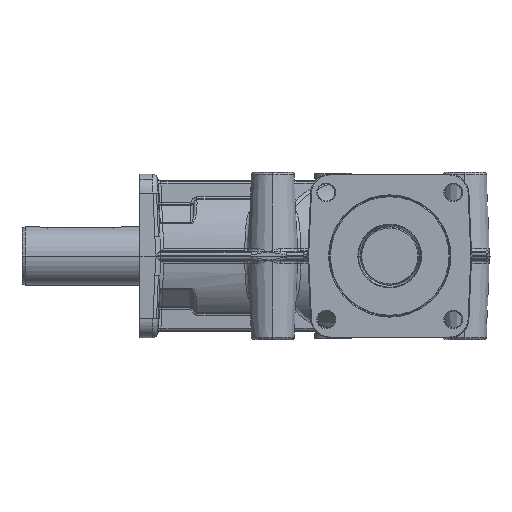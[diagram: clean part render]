
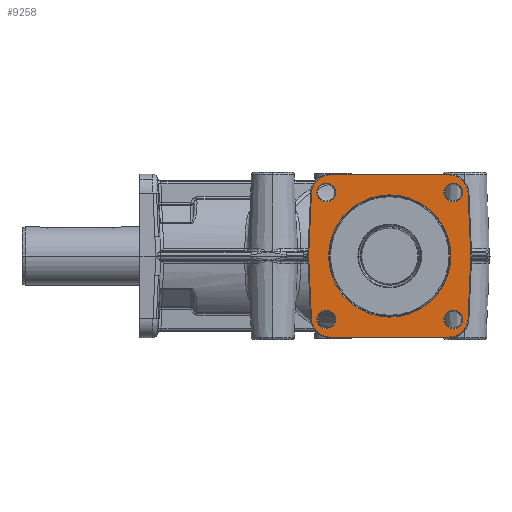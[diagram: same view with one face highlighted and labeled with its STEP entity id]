
A CAD part, left-side view. The second image highlights one B-rep face of the part: STEP entity #9258.
In plain terms, the highlighted planar face has unit normal (-1, 0, 0).
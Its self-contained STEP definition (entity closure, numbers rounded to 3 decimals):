
#9258=ADVANCED_FACE('',(#19216,#19217,#19218,#19219,#19220,#19221),#19222,.T.);
#19216=FACE_OUTER_BOUND('',#111749,.T.);
#19217=FACE_BOUND('',#111750,.T.);
#19218=FACE_BOUND('',#111751,.T.);
#19219=FACE_BOUND('',#111752,.T.);
#19220=FACE_BOUND('',#111753,.T.);
#19221=FACE_BOUND('',#111754,.T.);
#19222=PLANE('',#111755);
#111749=EDGE_LOOP('',(#150108,#150109,#150110,#150111,#150112,#150113,#150114,#150115,#150116,#150117,#150118,#150119,#150120,#150121));
#111750=EDGE_LOOP('',(#150122,#150123));
#111751=EDGE_LOOP('',(#150124,#150125));
#111752=EDGE_LOOP('',(#150126,#150127));
#111753=EDGE_LOOP('',(#150128,#150129));
#111754=EDGE_LOOP('',(#150130,#150131));
#111755=AXIS2_PLACEMENT_3D('',#150132,#150133,#150134);
#150108=ORIENTED_EDGE('',*,*,#165293,.F.);
#150109=ORIENTED_EDGE('',*,*,#165294,.F.);
#150110=ORIENTED_EDGE('',*,*,#165295,.F.);
#150111=ORIENTED_EDGE('',*,*,#156244,.F.);
#150112=ORIENTED_EDGE('',*,*,#165296,.F.);
#150113=ORIENTED_EDGE('',*,*,#165297,.F.);
#150114=ORIENTED_EDGE('',*,*,#156240,.F.);
#150115=ORIENTED_EDGE('',*,*,#165298,.F.);
#150116=ORIENTED_EDGE('',*,*,#165299,.F.);
#150117=ORIENTED_EDGE('',*,*,#165300,.F.);
#150118=ORIENTED_EDGE('',*,*,#156248,.F.);
#150119=ORIENTED_EDGE('',*,*,#165301,.F.);
#150120=ORIENTED_EDGE('',*,*,#165302,.F.);
#150121=ORIENTED_EDGE('',*,*,#156252,.F.);
#150122=ORIENTED_EDGE('',*,*,#165303,.F.);
#150123=ORIENTED_EDGE('',*,*,#156270,.F.);
#150124=ORIENTED_EDGE('',*,*,#165304,.F.);
#150125=ORIENTED_EDGE('',*,*,#156166,.F.);
#150126=ORIENTED_EDGE('',*,*,#165305,.F.);
#150127=ORIENTED_EDGE('',*,*,#156226,.F.);
#150128=ORIENTED_EDGE('',*,*,#165306,.F.);
#150129=ORIENTED_EDGE('',*,*,#156261,.F.);
#150130=ORIENTED_EDGE('',*,*,#165291,.F.);
#150131=ORIENTED_EDGE('',*,*,#156279,.F.);
#150132=CARTESIAN_POINT('',(-80.0,22.5,0.0));
#150133=DIRECTION('',(-1.0,0.0,0.0));
#150134=DIRECTION('',(0.0,0.0,1.0));
#156166=EDGE_CURVE('',#169093,#169095,#169096,.T.);
#156226=EDGE_CURVE('',#169189,#169191,#169192,.T.);
#156240=EDGE_CURVE('',#169213,#169215,#169216,.T.);
#156244=EDGE_CURVE('',#169219,#169221,#169222,.T.);
#156248=EDGE_CURVE('',#169225,#169227,#169228,.T.);
#156252=EDGE_CURVE('',#169231,#169233,#169234,.T.);
#156261=EDGE_CURVE('',#169246,#169248,#169249,.T.);
#156270=EDGE_CURVE('',#169261,#169263,#169264,.T.);
#156279=EDGE_CURVE('',#169276,#169278,#169279,.T.);
#165291=EDGE_CURVE('',#169278,#169276,#182093,.T.);
#165293=EDGE_CURVE('',#182095,#169231,#182096,.T.);
#165294=EDGE_CURVE('',#182097,#182095,#182098,.T.);
#165295=EDGE_CURVE('',#169221,#182097,#182099,.T.);
#165296=EDGE_CURVE('',#182100,#169219,#182101,.T.);
#165297=EDGE_CURVE('',#169215,#182100,#182102,.T.);
#165298=EDGE_CURVE('',#182103,#169213,#182104,.T.);
#165299=EDGE_CURVE('',#182105,#182103,#182106,.T.);
#165300=EDGE_CURVE('',#169227,#182105,#182107,.T.);
#165301=EDGE_CURVE('',#182108,#169225,#182109,.T.);
#165302=EDGE_CURVE('',#169233,#182108,#182110,.T.);
#165303=EDGE_CURVE('',#169263,#169261,#182111,.T.);
#165304=EDGE_CURVE('',#169095,#169093,#182112,.T.);
#165305=EDGE_CURVE('',#169191,#169189,#182113,.T.);
#165306=EDGE_CURVE('',#169248,#169246,#182114,.T.);
#169093=VERTEX_POINT('',#188346);
#169095=VERTEX_POINT('',#188349);
#169096=CIRCLE('',#188350,36.577);
#169189=VERTEX_POINT('',#188470);
#169191=VERTEX_POINT('',#188473);
#169192=CIRCLE('',#188474,5.65);
#169213=VERTEX_POINT('',#188500);
#169215=VERTEX_POINT('',#188503);
#169216=CIRCLE('',#188504,11.5);
#169219=VERTEX_POINT('',#188508);
#169221=VERTEX_POINT('',#188511);
#169222=CIRCLE('',#188512,11.5);
#169225=VERTEX_POINT('',#188516);
#169227=VERTEX_POINT('',#188519);
#169228=CIRCLE('',#188520,11.5);
#169231=VERTEX_POINT('',#188524);
#169233=VERTEX_POINT('',#188527);
#169234=CIRCLE('',#188528,11.5);
#169246=VERTEX_POINT('',#188543);
#169248=VERTEX_POINT('',#188546);
#169249=CIRCLE('',#188547,5.65);
#169261=VERTEX_POINT('',#188562);
#169263=VERTEX_POINT('',#188565);
#169264=CIRCLE('',#188566,5.65);
#169276=VERTEX_POINT('',#188581);
#169278=VERTEX_POINT('',#188584);
#169279=CIRCLE('',#188585,5.65);
#182093=CIRCLE('',#220861,5.65);
#182095=VERTEX_POINT('',#220863);
#182096=CIRCLE('',#220864,11.5);
#182097=VERTEX_POINT('',#220865);
#182098=LINE('',#220866,#220867);
#182099=LINE('',#220868,#220869);
#182100=VERTEX_POINT('',#220870);
#182101=CIRCLE('',#220871,11.5);
#182102=LINE('',#220872,#220873);
#182103=VERTEX_POINT('',#220874);
#182104=CIRCLE('',#220875,11.5);
#182105=VERTEX_POINT('',#220876);
#182106=LINE('',#220877,#220878);
#182107=LINE('',#220879,#220880);
#182108=VERTEX_POINT('',#220881);
#182109=CIRCLE('',#220882,11.5);
#182110=LINE('',#220883,#220884);
#182111=CIRCLE('',#220885,5.65);
#182112=CIRCLE('',#220886,36.577);
#182113=CIRCLE('',#220887,5.65);
#182114=CIRCLE('',#220888,5.65);
#188346=CARTESIAN_POINT('',(-80.0,36.577,0.));
#188349=CARTESIAN_POINT('',(-80.0,-36.577,0.));
#188350=AXIS2_PLACEMENT_3D('',#228342,#228343,#228344);
#188470=CARTESIAN_POINT('',(-80.0,-43.65,-38.0));
#188473=CARTESIAN_POINT('',(-80.0,-32.35,-38.0));
#188474=AXIS2_PLACEMENT_3D('',#228424,#228425,#228426);
#188500=CARTESIAN_POINT('',(-80.0,-43.326,-45.307));
#188503=CARTESIAN_POINT('',(-80.0,-35.373,-48.5));
#188504=AXIS2_PLACEMENT_3D('',#228445,#228446,#228447);
#188508=CARTESIAN_POINT('',(-80.0,43.326,-45.307));
#188511=CARTESIAN_POINT('',(-80.0,46.862,-37.502));
#188512=AXIS2_PLACEMENT_3D('',#228450,#228451,#228452);
#188516=CARTESIAN_POINT('',(-80.0,-43.326,45.307));
#188519=CARTESIAN_POINT('',(-80.0,-46.862,37.502));
#188520=AXIS2_PLACEMENT_3D('',#228455,#228456,#228457);
#188524=CARTESIAN_POINT('',(-80.0,43.326,45.307));
#188527=CARTESIAN_POINT('',(-80.0,35.373,48.5));
#188528=AXIS2_PLACEMENT_3D('',#228460,#228461,#228462);
#188543=CARTESIAN_POINT('',(-80.0,32.35,38.0));
#188546=CARTESIAN_POINT('',(-80.0,43.65,38.0));
#188547=AXIS2_PLACEMENT_3D('',#228473,#228474,#228475);
#188562=CARTESIAN_POINT('',(-80.0,-43.65,38.0));
#188565=CARTESIAN_POINT('',(-80.0,-32.35,38.0));
#188566=AXIS2_PLACEMENT_3D('',#228486,#228487,#228488);
#188581=CARTESIAN_POINT('',(-80.0,32.35,-38.0));
#188584=CARTESIAN_POINT('',(-80.0,43.65,-38.0));
#188585=AXIS2_PLACEMENT_3D('',#228499,#228500,#228501);
#220861=AXIS2_PLACEMENT_3D('',#238894,#238895,#238896);
#220863=CARTESIAN_POINT('',(-80.0,46.862,37.502));
#220864=AXIS2_PLACEMENT_3D('',#238897,#238898,#238899);
#220865=CARTESIAN_POINT('',(-80.0,48.5,0.));
#220866=CARTESIAN_POINT('',(-80.0,48.5,0.));
#220867=VECTOR('',#238900,37.537);
#220868=CARTESIAN_POINT('',(-80.0,46.862,-37.502));
#220869=VECTOR('',#238901,37.537);
#220870=CARTESIAN_POINT('',(-80.0,35.373,-48.5));
#220871=AXIS2_PLACEMENT_3D('',#238902,#238903,#238904);
#220872=CARTESIAN_POINT('',(-80.0,-35.373,-48.5));
#220873=VECTOR('',#238905,70.746);
#220874=CARTESIAN_POINT('',(-80.0,-46.862,-37.502));
#220875=AXIS2_PLACEMENT_3D('',#238906,#238907,#238908);
#220876=CARTESIAN_POINT('',(-80.0,-48.5,0.));
#220877=CARTESIAN_POINT('',(-80.0,-48.5,0.));
#220878=VECTOR('',#238909,37.537);
#220879=CARTESIAN_POINT('',(-80.0,-46.862,37.502));
#220880=VECTOR('',#238910,37.537);
#220881=CARTESIAN_POINT('',(-80.0,-35.373,48.5));
#220882=AXIS2_PLACEMENT_3D('',#238911,#238912,#238913);
#220883=CARTESIAN_POINT('',(-80.0,35.373,48.5));
#220884=VECTOR('',#238914,70.746);
#220885=AXIS2_PLACEMENT_3D('',#238915,#238916,#238917);
#220886=AXIS2_PLACEMENT_3D('',#238918,#238919,#238920);
#220887=AXIS2_PLACEMENT_3D('',#238921,#238922,#238923);
#220888=AXIS2_PLACEMENT_3D('',#238924,#238925,#238926);
#228342=CARTESIAN_POINT('',(-80.0,0.0,0.0));
#228343=DIRECTION('',(-1.0,0.0,0.0));
#228344=DIRECTION('',(0.0,1.0,0.0));
#228424=CARTESIAN_POINT('',(-80.0,-38.0,-38.0));
#228425=DIRECTION('',(-1.0,0.0,0.0));
#228426=DIRECTION('',(0.0,-1.0,0.0));
#228445=CARTESIAN_POINT('',(-80.0,-35.373,-37.0));
#228446=DIRECTION('',(1.0,0.0,0.0));
#228447=DIRECTION('',(0.0,-0.692,-0.722));
#228450=CARTESIAN_POINT('',(-80.0,35.373,-37.0));
#228451=DIRECTION('',(1.0,0.0,0.0));
#228452=DIRECTION('',(0.0,0.692,-0.722));
#228455=CARTESIAN_POINT('',(-80.0,-35.373,37.0));
#228456=DIRECTION('',(1.0,0.0,0.0));
#228457=DIRECTION('',(0.0,-0.692,0.722));
#228460=CARTESIAN_POINT('',(-80.0,35.373,37.0));
#228461=DIRECTION('',(1.0,0.0,-0.0));
#228462=DIRECTION('',(0.0,0.692,0.722));
#228473=CARTESIAN_POINT('',(-80.0,38.0,38.0));
#228474=DIRECTION('',(-1.0,0.0,0.0));
#228475=DIRECTION('',(0.0,-1.0,0.0));
#228486=CARTESIAN_POINT('',(-80.0,-38.0,38.0));
#228487=DIRECTION('',(-1.0,0.0,0.0));
#228488=DIRECTION('',(0.0,-1.0,0.0));
#228499=CARTESIAN_POINT('',(-80.0,38.0,-38.0));
#228500=DIRECTION('',(-1.0,0.0,0.0));
#228501=DIRECTION('',(0.0,-1.0,0.0));
#238894=CARTESIAN_POINT('',(-80.0,38.0,-38.0));
#238895=DIRECTION('',(-1.0,0.0,0.0));
#238896=DIRECTION('',(0.0,-1.0,0.0));
#238897=CARTESIAN_POINT('',(-80.0,35.373,37.0));
#238898=DIRECTION('',(1.0,0.0,-0.0));
#238899=DIRECTION('',(0.0,0.692,0.722));
#238900=DIRECTION('',(0.0,-0.044,0.999));
#238901=DIRECTION('',(0.0,0.044,0.999));
#238902=CARTESIAN_POINT('',(-80.0,35.373,-37.0));
#238903=DIRECTION('',(1.0,0.0,0.0));
#238904=DIRECTION('',(0.0,0.692,-0.722));
#238905=DIRECTION('',(0.0,1.0,0.0));
#238906=CARTESIAN_POINT('',(-80.0,-35.373,-37.0));
#238907=DIRECTION('',(1.0,0.0,0.0));
#238908=DIRECTION('',(0.0,-0.692,-0.722));
#238909=DIRECTION('',(0.0,0.044,-0.999));
#238910=DIRECTION('',(0.0,-0.044,-0.999));
#238911=CARTESIAN_POINT('',(-80.0,-35.373,37.0));
#238912=DIRECTION('',(1.0,0.0,0.0));
#238913=DIRECTION('',(0.0,-0.692,0.722));
#238914=DIRECTION('',(0.0,-1.0,0.0));
#238915=CARTESIAN_POINT('',(-80.0,-38.0,38.0));
#238916=DIRECTION('',(-1.0,0.0,0.0));
#238917=DIRECTION('',(0.0,-1.0,0.0));
#238918=CARTESIAN_POINT('',(-80.0,0.0,0.0));
#238919=DIRECTION('',(-1.0,0.0,0.0));
#238920=DIRECTION('',(0.0,1.0,0.0));
#238921=CARTESIAN_POINT('',(-80.0,-38.0,-38.0));
#238922=DIRECTION('',(-1.0,0.0,0.0));
#238923=DIRECTION('',(0.0,-1.0,0.0));
#238924=CARTESIAN_POINT('',(-80.0,38.0,38.0));
#238925=DIRECTION('',(-1.0,0.0,0.0));
#238926=DIRECTION('',(0.0,-1.0,0.0));
